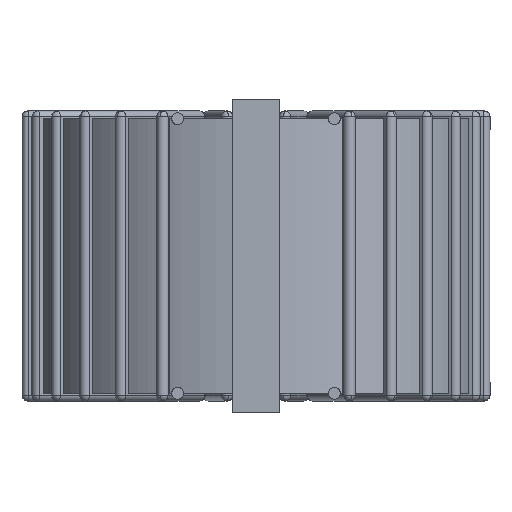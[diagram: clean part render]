
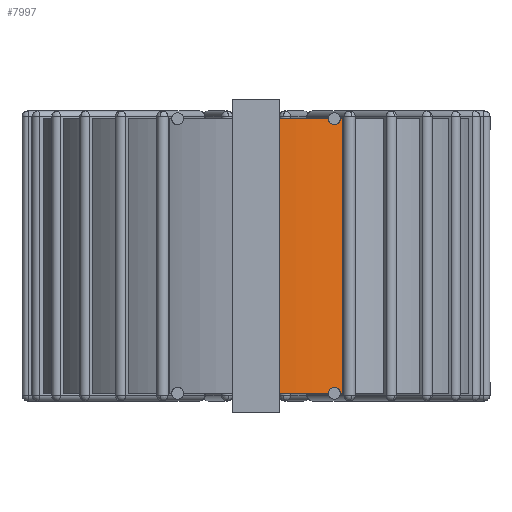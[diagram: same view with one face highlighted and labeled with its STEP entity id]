
A CAD part, front view. The second image highlights one B-rep face of the part: STEP entity #7997.
In plain terms, the highlighted cylindrical face has radius 14.605 mm (diameter 29.21 mm), a partial arc.
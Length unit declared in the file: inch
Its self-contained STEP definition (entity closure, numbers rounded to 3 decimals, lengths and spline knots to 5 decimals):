
#289=CARTESIAN_POINT('',(0.,0.,-0.35));
#290=DIRECTION('',(0.,0.,1.));
#291=DIRECTION('',(0.374,-0.927,0.));
#292=AXIS2_PLACEMENT_3D('',#289,#290,#291);
#303=CARTESIAN_POINT('',(0.,0.,-0.35));
#304=DIRECTION('',(0.,0.,1.));
#305=DIRECTION('',(0.104,-0.995,0.));
#306=AXIS2_PLACEMENT_3D('',#303,#304,#305);
#457=CARTESIAN_POINT('',(0.215,-0.53329,-0.35));
#458=CARTESIAN_POINT('',(0.215,-0.53329,-0.349));
#459=CARTESIAN_POINT('',(0.2148,-0.53337,
-0.34705));
#460=CARTESIAN_POINT('',(0.21395,-0.53371,
-0.34425));
#461=CARTESIAN_POINT('',(0.2126,-0.53425,
-0.34169));
#462=CARTESIAN_POINT('',(0.21076,-0.53498,
-0.33942));
#463=CARTESIAN_POINT('',(0.20848,-0.53588,
-0.3375));
#464=CARTESIAN_POINT('',(0.20574,-0.53693,
-0.33603));
#465=CARTESIAN_POINT('',(0.20275,-0.53807,
-0.33515));
#466=CARTESIAN_POINT('',(0.19976,-0.53919,
-0.3349));
#467=CARTESIAN_POINT('',(0.19681,-0.54027,
-0.33524));
#468=CARTESIAN_POINT('',(0.19391,-0.54132,
-0.33618));
#469=CARTESIAN_POINT('',(0.19128,-0.54225,
-0.33767));
#470=CARTESIAN_POINT('',(0.18907,-0.54303,
-0.33959));
#471=CARTESIAN_POINT('',(0.1873,-0.54364,
-0.34184));
#472=CARTESIAN_POINT('',(0.186,-0.54409,
-0.34437));
#473=CARTESIAN_POINT('',(0.18519,-0.54436,
-0.34713));
#474=CARTESIAN_POINT('',(0.185,-0.54443,-0.34903));
#475=CARTESIAN_POINT('',(0.185,-0.54443,-0.35));
#477=DIRECTION('',(0.,0.,1.));
#478=VECTOR('',#477,0.7);
#479=CARTESIAN_POINT('',(0.06,-0.57186,-0.35));
#480=LINE('',#479,#478);
#481=CARTESIAN_POINT('',(0.185,-0.54443,0.35));
#482=CARTESIAN_POINT('',(0.185,-0.54443,0.349));
#483=CARTESIAN_POINT('',(0.1852,-0.54436,
0.34704));
#484=CARTESIAN_POINT('',(0.18605,-0.54407,
0.34424));
#485=CARTESIAN_POINT('',(0.18741,-0.5436,
0.34167));
#486=CARTESIAN_POINT('',(0.18926,-0.54296,
0.33939));
#487=CARTESIAN_POINT('',(0.19157,-0.54215,
0.33747));
#488=CARTESIAN_POINT('',(0.19432,-0.54117,
0.336));
#489=CARTESIAN_POINT('',(0.19732,-0.54008,
0.33514));
#490=CARTESIAN_POINT('',(0.20032,-0.53898,
0.33491));
#491=CARTESIAN_POINT('',(0.20327,-0.53787,
0.33526));
#492=CARTESIAN_POINT('',(0.20616,-0.53677,
0.33621));
#493=CARTESIAN_POINT('',(0.20877,-0.53576,
0.33771));
#494=CARTESIAN_POINT('',(0.21096,-0.53491,
0.33962));
#495=CARTESIAN_POINT('',(0.21271,-0.53421,
0.34187));
#496=CARTESIAN_POINT('',(0.214,-0.53369,
0.34438));
#497=CARTESIAN_POINT('',(0.21481,-0.53337,
0.34712));
#498=CARTESIAN_POINT('',(0.215,-0.53329,0.34902));
#499=CARTESIAN_POINT('',(0.215,-0.53329,0.35));
#965=CARTESIAN_POINT('',(0.,0.,0.35));
#966=DIRECTION('',(0.,0.,1.));
#967=DIRECTION('',(0.104,-0.995,0.));
#968=AXIS2_PLACEMENT_3D('',#965,#966,#967);
#979=CARTESIAN_POINT('',(0.,0.,0.35));
#980=DIRECTION('',(0.,0.,1.));
#981=DIRECTION('',(0.374,-0.927,0.));
#982=AXIS2_PLACEMENT_3D('',#979,#980,#981);
#4867=DIRECTION('',(0.,0.,1.));
#4868=VECTOR('',#4867,0.7);
#4869=CARTESIAN_POINT('',(0.22009,-0.53121,-0.35));
#4870=LINE('',#4869,#4868);
#6816=CARTESIAN_POINT('',(0.22009,-0.53121,-0.35));
#6818=VERTEX_POINT('',#6816);
#6820=CARTESIAN_POINT('',(0.22009,-0.53121,0.35));
#6822=VERTEX_POINT('',#6820);
#6847=CARTESIAN_POINT('',(0.06,-0.57186,-0.35));
#6849=VERTEX_POINT('',#6847);
#6863=CARTESIAN_POINT('',(0.06,-0.57186,0.35));
#6865=VERTEX_POINT('',#6863);
#6935=VERTEX_POINT('',#457);
#6936=VERTEX_POINT('',#475);
#6951=CARTESIAN_POINT('',(0.215,-0.53329,0.35));
#6952=VERTEX_POINT('',#6951);
#6959=CARTESIAN_POINT('',(0.185,-0.54443,0.35));
#6960=VERTEX_POINT('',#6959);
#7976=CARTESIAN_POINT('',(0.,0.,-0.35));
#7977=DIRECTION('',(0.,0.,1.));
#7978=DIRECTION('',(1.,0.,0.));
#7979=AXIS2_PLACEMENT_3D('',#7976,#7977,#7978);
#7980=CYLINDRICAL_SURFACE('',#7979,0.575);
#7982=ORIENTED_EDGE('',*,*,#7981,.T.);
#7983=ORIENTED_EDGE('',*,*,#7441,.F.);
#7985=ORIENTED_EDGE('',*,*,#7984,.T.);
#7987=ORIENTED_EDGE('',*,*,#7986,.T.);
#7989=ORIENTED_EDGE('',*,*,#7988,.T.);
#7991=ORIENTED_EDGE('',*,*,#7990,.T.);
#7993=ORIENTED_EDGE('',*,*,#7992,.F.);
#7994=ORIENTED_EDGE('',*,*,#7433,.F.);
#7995=EDGE_LOOP('',(#7982,#7983,#7985,#7987,#7989,#7991,#7993,#7994));
#7996=FACE_OUTER_BOUND('',#7995,.F.);
#293=CIRCLE('',#292,0.575);
#307=CIRCLE('',#306,0.575);
#476=B_SPLINE_CURVE_WITH_KNOTS('',3,(#457,#458,#459,#460,#461,#462,#463,#464,
#465,#466,#467,#468,#469,#470,#471,#472,#473,#474,#475),.UNSPECIFIED.,.F.,.F.,
(4,1,1,1,1,1,1,1,1,1,1,1,1,1,1,1,4),(0.,0.0625,0.125,0.1875,0.25,
0.3125,0.375,0.4375,0.5,0.5625,0.625,0.6875,0.75,0.8125,
0.875,0.9375,1.),.UNSPECIFIED.);
#500=B_SPLINE_CURVE_WITH_KNOTS('',3,(#481,#482,#483,#484,#485,#486,#487,#488,
#489,#490,#491,#492,#493,#494,#495,#496,#497,#498,#499),.UNSPECIFIED.,.F.,.F.,
(4,1,1,1,1,1,1,1,1,1,1,1,1,1,1,1,4),(0.,0.0625,0.125,0.1875,0.25,
0.3125,0.375,0.4375,0.5,0.5625,0.625,0.6875,0.75,0.8125,
0.875,0.9375,1.),.UNSPECIFIED.);
#969=CIRCLE('',#968,0.575);
#983=CIRCLE('',#982,0.575);
#7433=EDGE_CURVE('',#6935,#6818,#293,.T.);
#7441=EDGE_CURVE('',#6849,#6936,#307,.T.);
#7981=EDGE_CURVE('',#6935,#6936,#476,.T.);
#7984=EDGE_CURVE('',#6849,#6865,#480,.T.);
#7986=EDGE_CURVE('',#6865,#6960,#969,.T.);
#7988=EDGE_CURVE('',#6960,#6952,#500,.T.);
#7990=EDGE_CURVE('',#6952,#6822,#983,.T.);
#7992=EDGE_CURVE('',#6818,#6822,#4870,.T.);
#7997=ADVANCED_FACE('',(#7996),#7980,.T.);
